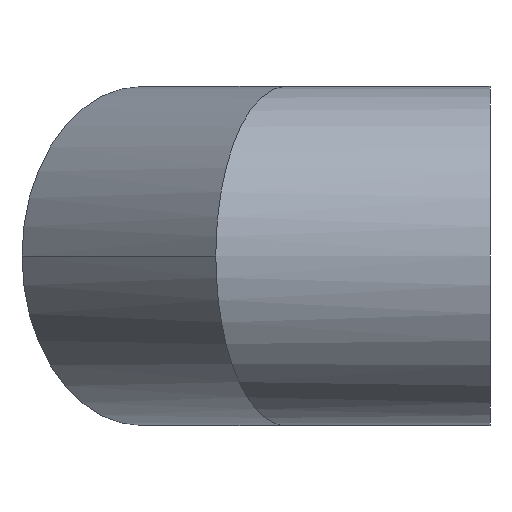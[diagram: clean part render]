
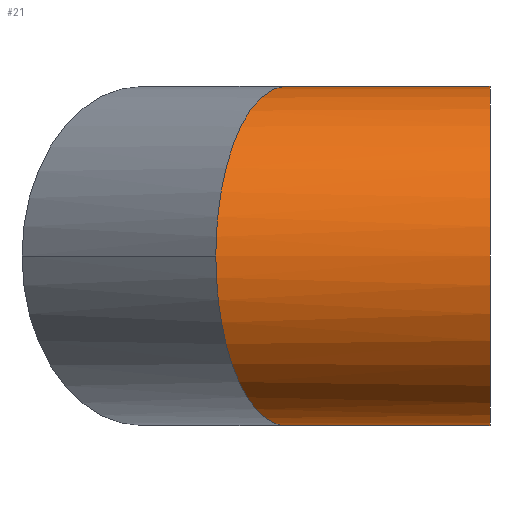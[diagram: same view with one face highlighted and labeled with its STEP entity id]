
A CAD part, left-side view. The second image highlights one B-rep face of the part: STEP entity #21.
In plain terms, the highlighted cylindrical face has radius 78.5 mm (diameter 157 mm), a partial arc.
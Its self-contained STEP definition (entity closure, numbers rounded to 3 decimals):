
#4 = ORIENTED_EDGE ( 'NONE', *, *, #162, .F. ) ;
#11 = ORIENTED_EDGE ( 'NONE', *, *, #242, .T. ) ;
#15 = VERTEX_POINT ( 'NONE', #98 ) ;
#16 = EDGE_LOOP ( 'NONE', ( #4, #144, #19, #87, #11 ) ) ;
#19 = ORIENTED_EDGE ( 'NONE', *, *, #281, .T. ) ;
#21 = ADVANCED_FACE ( 'NONE', ( #165 ), #146, .T. ) ;
#31 = CARTESIAN_POINT ( 'NONE',  ( 0., 0., 78.5 ) ) ;
#40 = CARTESIAN_POINT ( 'NONE',  ( 0., 0., -78.5 ) ) ;
#41 = VERTEX_POINT ( 'NONE', #114 ) ;
#43 = EDGE_CURVE ( 'NONE', #192, #41, #255, .T. ) ;
#52 = CARTESIAN_POINT ( 'NONE',  ( 0., 94.441, -78.5 ) ) ;
#80 = LINE ( 'NONE', #31, #230 ) ;
#87 = ORIENTED_EDGE ( 'NONE', *, *, #186, .T. ) ;
#90 = CARTESIAN_POINT ( 'NONE',  ( 0., 0., 0. ) ) ;
#92 = CARTESIAN_POINT ( 'NONE',  ( -78.5, 126.956, 45.984 ) ) ;
#98 = CARTESIAN_POINT ( 'NONE',  ( 0., 94.441, -78.5 ) ) ;
#114 = CARTESIAN_POINT ( 'NONE',  ( 0., 0., 78.5 ) ) ;
#115 = CARTESIAN_POINT ( 'NONE',  ( 0., 94.441, 78.5 ) ) ;
#118 = CARTESIAN_POINT ( 'NONE',  ( 0., 0., -78.5 ) ) ;
#120 = CARTESIAN_POINT ( 'NONE',  ( 0., 0., 0. ) ) ;
#128 = DIRECTION ( 'NONE',  ( 0., 1., 0. ) ) ;
#134 = CARTESIAN_POINT ( 'NONE',  ( 0., 94.441, 78.5 ) ) ;
#138 = AXIS2_PLACEMENT_3D ( 'NONE', #90, #191, #299 ) ;
#144 = ORIENTED_EDGE ( 'NONE', *, *, #43, .T. ) ;
#146 = CYLINDRICAL_SURFACE ( 'NONE', #211, 78.5 ) ;
#153 = VECTOR ( 'NONE', #168, 1000. ) ;
#162 = EDGE_CURVE ( 'NONE', #192, #15, #323, .T. ) ;
#163 = DIRECTION ( 'NONE',  ( 0., 1., 0. ) ) ;
#165 = FACE_OUTER_BOUND ( 'NONE', #16, .T. ) ;
#168 = DIRECTION ( 'NONE',  ( 0., 1., 0. ) ) ;
#186 = EDGE_CURVE ( 'NONE', #318, #234, #223, .T. ) ;
#191 = DIRECTION ( 'NONE',  ( 0., 1., 0. ) ) ;
#192 = VERTEX_POINT ( 'NONE', #118 ) ;
#205 = CARTESIAN_POINT ( 'NONE',  ( -78.5, 126.956, 0. ) ) ;
#209 = CARTESIAN_POINT ( 'NONE',  ( -45.984, 113.488, -78.5 ) ) ;
#211 = AXIS2_PLACEMENT_3D ( 'NONE', #120, #163, #274 ) ;
#220 = CARTESIAN_POINT ( 'NONE',  ( -78.5, 126.956, 0. ) ) ;
#223 =( BOUNDED_CURVE ( )  B_SPLINE_CURVE ( 3, ( #115, #326, #92, #220 ),
 .UNSPECIFIED., .F., .F. ) 
 B_SPLINE_CURVE_WITH_KNOTS ( ( 4, 4 ),
 ( 4.712, 6.283 ),
 .UNSPECIFIED. ) 
 CURVE ( )  GEOMETRIC_REPRESENTATION_ITEM ( )  RATIONAL_B_SPLINE_CURVE ( ( 1., 0.805, 0.805, 1. ) ) 
 REPRESENTATION_ITEM ( '' )  );
#230 = VECTOR ( 'NONE', #128, 1000. ) ;
#234 = VERTEX_POINT ( 'NONE', #205 ) ;
#242 = EDGE_CURVE ( 'NONE', #234, #15, #256, .T. ) ;
#255 = CIRCLE ( 'NONE', #138, 78.5 ) ;
#256 =( BOUNDED_CURVE ( )  B_SPLINE_CURVE ( 3, ( #291, #313, #209, #52 ),
 .UNSPECIFIED., .F., .T. ) 
 B_SPLINE_CURVE_WITH_KNOTS ( ( 4, 4 ),
 ( 0., 1.571 ),
 .UNSPECIFIED. ) 
 CURVE ( )  GEOMETRIC_REPRESENTATION_ITEM ( )  RATIONAL_B_SPLINE_CURVE ( ( 1., 0.805, 0.805, 1. ) ) 
 REPRESENTATION_ITEM ( '' )  );
#274 = DIRECTION ( 'NONE',  ( 0., 0., 1. ) ) ;
#281 = EDGE_CURVE ( 'NONE', #41, #318, #80, .T. ) ;
#291 = CARTESIAN_POINT ( 'NONE',  ( -78.5, 126.956, 0. ) ) ;
#299 = DIRECTION ( 'NONE',  ( 0., 0., 1. ) ) ;
#313 = CARTESIAN_POINT ( 'NONE',  ( -78.5, 126.956, -45.984 ) ) ;
#318 = VERTEX_POINT ( 'NONE', #134 ) ;
#323 = LINE ( 'NONE', #40, #153 ) ;
#326 = CARTESIAN_POINT ( 'NONE',  ( -45.984, 113.488, 78.5 ) ) ;
